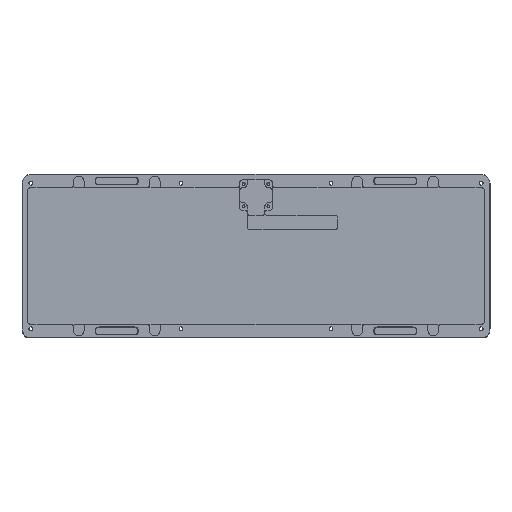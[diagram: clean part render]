
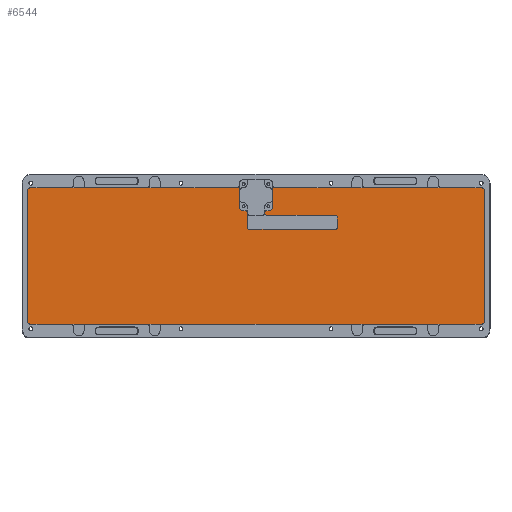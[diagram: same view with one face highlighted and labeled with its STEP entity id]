
A CAD part, top view. The second image highlights one B-rep face of the part: STEP entity #6544.
In plain terms, the highlighted planar face has unit normal (0, 0, 1).
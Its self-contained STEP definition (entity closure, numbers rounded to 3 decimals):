
#367=PLANE('',#7069);
#670=FACE_OUTER_BOUND('',#1070,.T.);
#1070=EDGE_LOOP('',(#5615,#5616,#5617,#5618,#5619,#5620,#5621,#5622,#5623,
#5624,#5625,#5626,#5627,#5628,#5629,#5630,#5631,#5632,#5633,#5634,#5635,
#5636,#5637,#5638,#5639,#5640,#5641,#5642));
#1518=LINE('',#10622,#2111);
#1521=LINE('',#10628,#2114);
#1524=LINE('',#10634,#2117);
#1625=LINE('',#11216,#2218);
#1633=LINE('',#11236,#2226);
#1645=LINE('',#11265,#2238);
#1652=LINE('',#11290,#2245);
#1657=LINE('',#11301,#2250);
#1661=LINE('',#11310,#2254);
#1663=LINE('',#11319,#2256);
#1666=LINE('',#11328,#2259);
#1667=LINE('',#11333,#2260);
#1668=LINE('',#11336,#2261);
#1669=LINE('',#11339,#2262);
#2111=VECTOR('',#8076,10.);
#2114=VECTOR('',#8081,10.);
#2117=VECTOR('',#8086,10.);
#2218=VECTOR('',#8379,10.);
#2226=VECTOR('',#8399,10.);
#2238=VECTOR('',#8423,10.);
#2245=VECTOR('',#8446,10.);
#2250=VECTOR('',#8457,10.);
#2254=VECTOR('',#8467,10.);
#2256=VECTOR('',#8477,10.);
#2259=VECTOR('',#8486,10.);
#2260=VECTOR('',#8491,10.);
#2261=VECTOR('',#8494,10.);
#2262=VECTOR('',#8499,10.);
#2571=CIRCLE('',#7043,1.);
#2572=CIRCLE('',#7046,1.);
#2573=CIRCLE('',#7048,1.);
#2576=CIRCLE('',#7053,1.);
#2580=CIRCLE('',#7060,1.);
#2581=CIRCLE('',#7063,1.);
#2582=CIRCLE('',#7066,1.);
#2584=CIRCLE('',#7070,2.5);
#2585=CIRCLE('',#7071,2.);
#2586=CIRCLE('',#7072,2.);
#2587=CIRCLE('',#7073,2.);
#2588=CIRCLE('',#7074,2.);
#2589=CIRCLE('',#7075,2.5);
#2590=CIRCLE('',#7076,1.);
#3042=VERTEX_POINT('',#10619);
#3043=VERTEX_POINT('',#10621);
#3044=VERTEX_POINT('',#10625);
#3045=VERTEX_POINT('',#10627);
#3046=VERTEX_POINT('',#10631);
#3047=VERTEX_POINT('',#10633);
#3144=VERTEX_POINT('',#11213);
#3145=VERTEX_POINT('',#11215);
#3150=VERTEX_POINT('',#11231);
#3151=VERTEX_POINT('',#11235);
#3156=VERTEX_POINT('',#11248);
#3157=VERTEX_POINT('',#11252);
#3158=VERTEX_POINT('',#11253);
#3162=VERTEX_POINT('',#11263);
#3165=VERTEX_POINT('',#11270);
#3166=VERTEX_POINT('',#11272);
#3172=VERTEX_POINT('',#11289);
#3173=VERTEX_POINT('',#11293);
#3174=VERTEX_POINT('',#11295);
#3175=VERTEX_POINT('',#11299);
#3176=VERTEX_POINT('',#11303);
#3178=VERTEX_POINT('',#11312);
#3180=VERTEX_POINT('',#11318);
#3182=VERTEX_POINT('',#11325);
#3183=VERTEX_POINT('',#11327);
#3184=VERTEX_POINT('',#11330);
#3185=VERTEX_POINT('',#11332);
#3186=VERTEX_POINT('',#11335);
#3822=EDGE_CURVE('',#3043,#3042,#1518,.T.);
#3825=EDGE_CURVE('',#3045,#3044,#1521,.T.);
#3828=EDGE_CURVE('',#3047,#3046,#1524,.T.);
#3987=EDGE_CURVE('',#3145,#3144,#1625,.T.);
#3995=EDGE_CURVE('',#3043,#3150,#2571,.F.);
#3997=EDGE_CURVE('',#3151,#3150,#1633,.T.);
#4005=EDGE_CURVE('',#3156,#3044,#2572,.F.);
#4006=EDGE_CURVE('',#3157,#3158,#2573,.T.);
#4012=EDGE_CURVE('',#3157,#3162,#1645,.T.);
#4015=EDGE_CURVE('',#3165,#3166,#2576,.T.);
#4024=EDGE_CURVE('',#3172,#3166,#1652,.T.);
#4027=EDGE_CURVE('',#3173,#3174,#2580,.T.);
#4030=EDGE_CURVE('',#3173,#3175,#1657,.T.);
#4032=EDGE_CURVE('',#3176,#3175,#2581,.T.);
#4035=EDGE_CURVE('',#3176,#3158,#1661,.T.);
#4036=EDGE_CURVE('',#3145,#3178,#2582,.T.);
#4039=EDGE_CURVE('',#3180,#3178,#1663,.T.);
#4042=EDGE_CURVE('',#3162,#3151,#2584,.T.);
#4043=EDGE_CURVE('',#3042,#3182,#2585,.T.);
#4044=EDGE_CURVE('',#3182,#3183,#1666,.T.);
#4045=EDGE_CURVE('',#3183,#3047,#2586,.T.);
#4046=EDGE_CURVE('',#3046,#3184,#2587,.T.);
#4047=EDGE_CURVE('',#3184,#3185,#1667,.T.);
#4048=EDGE_CURVE('',#3185,#3045,#2588,.T.);
#4049=EDGE_CURVE('',#3156,#3186,#1668,.T.);
#4050=EDGE_CURVE('',#3186,#3180,#2589,.T.);
#4051=EDGE_CURVE('',#3172,#3144,#2590,.T.);
#4052=EDGE_CURVE('',#3165,#3174,#1669,.T.);
#5615=ORIENTED_EDGE('',*,*,#4006,.F.);
#5616=ORIENTED_EDGE('',*,*,#4012,.T.);
#5617=ORIENTED_EDGE('',*,*,#4042,.T.);
#5618=ORIENTED_EDGE('',*,*,#3997,.T.);
#5619=ORIENTED_EDGE('',*,*,#3995,.F.);
#5620=ORIENTED_EDGE('',*,*,#3822,.T.);
#5621=ORIENTED_EDGE('',*,*,#4043,.T.);
#5622=ORIENTED_EDGE('',*,*,#4044,.T.);
#5623=ORIENTED_EDGE('',*,*,#4045,.T.);
#5624=ORIENTED_EDGE('',*,*,#3828,.T.);
#5625=ORIENTED_EDGE('',*,*,#4046,.T.);
#5626=ORIENTED_EDGE('',*,*,#4047,.T.);
#5627=ORIENTED_EDGE('',*,*,#4048,.T.);
#5628=ORIENTED_EDGE('',*,*,#3825,.T.);
#5629=ORIENTED_EDGE('',*,*,#4005,.F.);
#5630=ORIENTED_EDGE('',*,*,#4049,.T.);
#5631=ORIENTED_EDGE('',*,*,#4050,.T.);
#5632=ORIENTED_EDGE('',*,*,#4039,.T.);
#5633=ORIENTED_EDGE('',*,*,#4036,.F.);
#5634=ORIENTED_EDGE('',*,*,#3987,.T.);
#5635=ORIENTED_EDGE('',*,*,#4051,.F.);
#5636=ORIENTED_EDGE('',*,*,#4024,.T.);
#5637=ORIENTED_EDGE('',*,*,#4015,.F.);
#5638=ORIENTED_EDGE('',*,*,#4052,.T.);
#5639=ORIENTED_EDGE('',*,*,#4027,.F.);
#5640=ORIENTED_EDGE('',*,*,#4030,.T.);
#5641=ORIENTED_EDGE('',*,*,#4032,.F.);
#5642=ORIENTED_EDGE('',*,*,#4035,.T.);
#6544=ADVANCED_FACE('',(#670),#367,.T.);
#7043=AXIS2_PLACEMENT_3D('',#11232,#8394,#8395);
#7046=AXIS2_PLACEMENT_3D('',#11250,#8409,#8410);
#7048=AXIS2_PLACEMENT_3D('',#11254,#8413,#8414);
#7053=AXIS2_PLACEMENT_3D('',#11273,#8429,#8430);
#7060=AXIS2_PLACEMENT_3D('',#11296,#8451,#8452);
#7063=AXIS2_PLACEMENT_3D('',#11305,#8461,#8462);
#7066=AXIS2_PLACEMENT_3D('',#11313,#8470,#8471);
#7069=AXIS2_PLACEMENT_3D('',#11323,#8480,#8481);
#7070=AXIS2_PLACEMENT_3D('',#11324,#8482,#8483);
#7071=AXIS2_PLACEMENT_3D('',#11326,#8484,#8485);
#7072=AXIS2_PLACEMENT_3D('',#11329,#8487,#8488);
#7073=AXIS2_PLACEMENT_3D('',#11331,#8489,#8490);
#7074=AXIS2_PLACEMENT_3D('',#11334,#8492,#8493);
#7075=AXIS2_PLACEMENT_3D('',#11337,#8495,#8496);
#7076=AXIS2_PLACEMENT_3D('',#11338,#8497,#8498);
#8076=DIRECTION('',(-1.,0.,0.));
#8081=DIRECTION('',(-1.,0.,0.));
#8086=DIRECTION('',(1.,0.,0.));
#8379=DIRECTION('',(0.,-1.,0.));
#8394=DIRECTION('center_axis',(0.,0.,-1.));
#8395=DIRECTION('ref_axis',(0.707,-0.707,0.));
#8399=DIRECTION('',(0.,1.,0.));
#8409=DIRECTION('center_axis',(0.,0.,-1.));
#8410=DIRECTION('ref_axis',(-0.707,-0.707,0.));
#8413=DIRECTION('center_axis',(0.,0.,-1.));
#8414=DIRECTION('ref_axis',(0.707,0.707,0.));
#8423=DIRECTION('',(-1.,0.,0.));
#8429=DIRECTION('center_axis',(0.,0.,1.));
#8430=DIRECTION('ref_axis',(0.707,0.707,0.));
#8446=DIRECTION('',(1.,0.,0.));
#8451=DIRECTION('center_axis',(0.,0.,1.));
#8452=DIRECTION('ref_axis',(0.707,-0.707,0.));
#8457=DIRECTION('',(-1.,0.,0.));
#8461=DIRECTION('center_axis',(0.,0.,1.));
#8462=DIRECTION('ref_axis',(-0.707,-0.707,0.));
#8467=DIRECTION('',(0.,1.,0.));
#8470=DIRECTION('center_axis',(0.,0.,-1.));
#8471=DIRECTION('ref_axis',(-0.707,0.707,0.));
#8477=DIRECTION('',(-1.,0.,0.));
#8480=DIRECTION('center_axis',(0.,0.,1.));
#8481=DIRECTION('ref_axis',(0.,-1.,0.));
#8482=DIRECTION('center_axis',(0.,0.,-1.));
#8483=DIRECTION('ref_axis',(-1.,0.,0.));
#8484=DIRECTION('center_axis',(0.,0.,1.));
#8485=DIRECTION('ref_axis',(-0.707,0.707,0.));
#8486=DIRECTION('',(0.,-1.,0.));
#8487=DIRECTION('center_axis',(0.,0.,1.));
#8488=DIRECTION('ref_axis',(-0.707,-0.707,0.));
#8489=DIRECTION('center_axis',(0.,0.,1.));
#8490=DIRECTION('ref_axis',(0.707,-0.707,0.));
#8491=DIRECTION('',(0.,1.,0.));
#8492=DIRECTION('center_axis',(0.,0.,1.));
#8493=DIRECTION('ref_axis',(0.707,0.707,0.));
#8494=DIRECTION('',(0.,-1.,0.));
#8495=DIRECTION('center_axis',(0.,0.,-1.));
#8496=DIRECTION('ref_axis',(0.,-1.,0.));
#8497=DIRECTION('center_axis',(0.,0.,-1.));
#8498=DIRECTION('ref_axis',(-0.707,-0.707,0.));
#8499=DIRECTION('',(0.,-1.,0.));
#10619=CARTESIAN_POINT('',(1.525,76.675,-5.));
#10621=CARTESIAN_POINT('',(118.088,76.675,-5.));
#10622=CARTESIAN_POINT('',(257.65,76.675,-5.));
#10625=CARTESIAN_POINT('',(139.088,76.675,-5.));
#10627=CARTESIAN_POINT('',(255.65,76.675,-5.));
#10628=CARTESIAN_POINT('',(257.65,76.675,-5.));
#10631=CARTESIAN_POINT('',(255.65,-0.475,-5.));
#10633=CARTESIAN_POINT('',(1.525,-0.475,-5.));
#10634=CARTESIAN_POINT('',(-0.475,-0.475,-5.));
#11213=CARTESIAN_POINT('',(133.588,62.15,-5.));
#11215=CARTESIAN_POINT('',(133.588,62.675,-5.));
#11216=CARTESIAN_POINT('',(133.588,73.925,-5.));
#11231=CARTESIAN_POINT('',(119.088,77.675,-5.));
#11232=CARTESIAN_POINT('Origin',(118.088,77.675,-5.));
#11235=CARTESIAN_POINT('',(119.088,66.175,-5.));
#11236=CARTESIAN_POINT('',(119.088,81.425,-5.));
#11248=CARTESIAN_POINT('',(138.088,77.675,-5.));
#11250=CARTESIAN_POINT('Origin',(139.088,77.675,-5.));
#11252=CARTESIAN_POINT('',(122.588,63.675,-5.));
#11253=CARTESIAN_POINT('',(123.588,62.675,-5.));
#11254=CARTESIAN_POINT('Origin',(122.588,62.675,-5.));
#11263=CARTESIAN_POINT('',(121.588,63.675,-5.));
#11265=CARTESIAN_POINT('',(59.056,63.675,-5.));
#11270=CARTESIAN_POINT('',(174.45,60.15,-5.));
#11272=CARTESIAN_POINT('',(173.45,61.15,-5.));
#11273=CARTESIAN_POINT('Origin',(173.45,60.15,-5.));
#11289=CARTESIAN_POINT('',(134.588,61.15,-5.));
#11290=CARTESIAN_POINT('',(65.056,61.15,-5.));
#11293=CARTESIAN_POINT('',(173.45,53.15,-5.));
#11295=CARTESIAN_POINT('',(174.45,54.15,-5.));
#11296=CARTESIAN_POINT('Origin',(173.45,54.15,-5.));
#11299=CARTESIAN_POINT('',(124.588,53.15,-5.));
#11301=CARTESIAN_POINT('',(85.488,53.15,-5.));
#11303=CARTESIAN_POINT('',(123.588,54.15,-5.));
#11305=CARTESIAN_POINT('Origin',(124.588,54.15,-5.));
#11310=CARTESIAN_POINT('',(123.588,68.663,-5.));
#11312=CARTESIAN_POINT('',(134.588,63.675,-5.));
#11313=CARTESIAN_POINT('Origin',(134.588,62.675,-5.));
#11318=CARTESIAN_POINT('',(135.588,63.675,-5.));
#11319=CARTESIAN_POINT('',(59.056,63.675,-5.));
#11323=CARTESIAN_POINT('Origin',(-3.475,84.175,-5.));
#11324=CARTESIAN_POINT('Origin',(121.588,66.175,-5.));
#11325=CARTESIAN_POINT('',(-0.475,74.675,-5.));
#11326=CARTESIAN_POINT('Origin',(1.525,74.675,-5.));
#11327=CARTESIAN_POINT('',(-0.475,1.525,-5.));
#11328=CARTESIAN_POINT('',(-0.475,76.675,-5.));
#11329=CARTESIAN_POINT('Origin',(1.525,1.525,-5.));
#11330=CARTESIAN_POINT('',(257.65,1.525,-5.));
#11331=CARTESIAN_POINT('Origin',(255.65,1.525,-5.));
#11332=CARTESIAN_POINT('',(257.65,74.675,-5.));
#11333=CARTESIAN_POINT('',(257.65,-0.475,-5.));
#11334=CARTESIAN_POINT('Origin',(255.65,74.675,-5.));
#11335=CARTESIAN_POINT('',(138.088,66.175,-5.));
#11336=CARTESIAN_POINT('',(138.088,75.175,-5.));
#11337=CARTESIAN_POINT('Origin',(135.588,66.175,-5.));
#11338=CARTESIAN_POINT('Origin',(134.588,62.15,-5.));
#11339=CARTESIAN_POINT('',(174.45,72.663,-5.));
